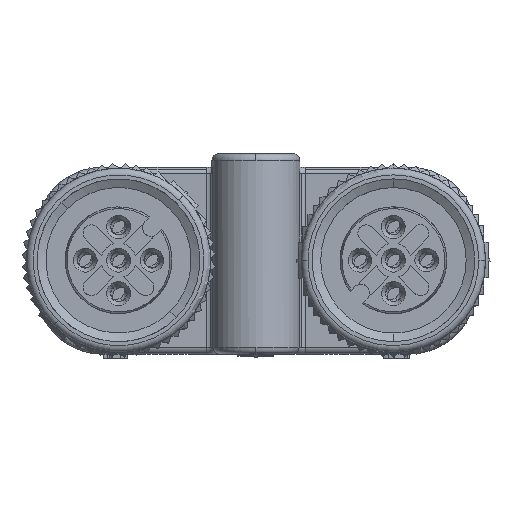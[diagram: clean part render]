
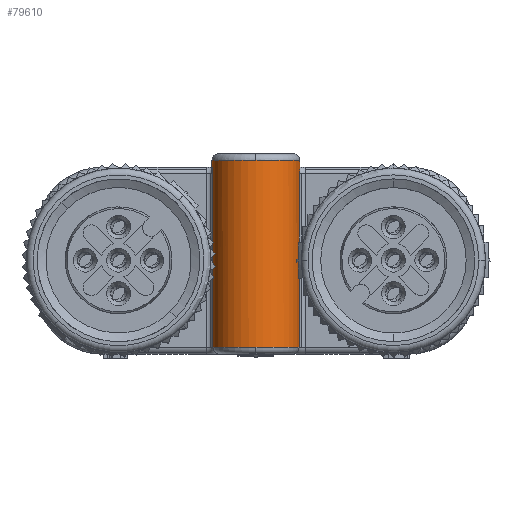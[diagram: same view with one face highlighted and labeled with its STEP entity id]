
A CAD part, top view. The second image highlights one B-rep face of the part: STEP entity #79610.
In plain terms, the highlighted cylindrical face has radius 3.3 mm (diameter 6.6 mm), a partial arc.
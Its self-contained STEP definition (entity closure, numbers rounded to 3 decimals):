
#77536=AXIS2_PLACEMENT_3D('Circle Axis2P3D',#77534,#77535,$) ;
#77553=AXIS2_PLACEMENT_3D('Circle Axis2P3D',#77551,#77552,$) ;
#79565=AXIS2_PLACEMENT_3D('Cylinder Axis2P3D',#79562,#79563,#79564) ;
#79576=AXIS2_PLACEMENT_3D('Circle Axis2P3D',#79574,#79575,$) ;
#79586=AXIS2_PLACEMENT_3D('Circle Axis2P3D',#79584,#79585,$) ;
#79593=AXIS2_PLACEMENT_3D('Circle Axis2P3D',#79591,#79592,$) ;
#76837=CARTESIAN_POINT('Vertex',(14.237,14.292,28.239)) ;
#76841=CARTESIAN_POINT('Control Point',(14.236,14.3,28.2)) ;
#76842=CARTESIAN_POINT('Control Point',(14.236,14.298,28.213)) ;
#76843=CARTESIAN_POINT('Control Point',(14.236,14.295,28.226)) ;
#76844=CARTESIAN_POINT('Control Point',(14.237,14.292,28.239)) ;
#76845=CARTESIAN_POINT('Vertex',(14.236,14.3,28.2)) ;
#76933=CARTESIAN_POINT('Vertex',(20.826,14.81,28.463)) ;
#76936=CARTESIAN_POINT('Line Origine',(20.826,14.504,28.463)) ;
#76940=CARTESIAN_POINT('Vertex',(20.826,14.198,28.463)) ;
#76971=CARTESIAN_POINT('Control Point',(20.762,13.81,28.895)) ;
#76972=CARTESIAN_POINT('Control Point',(20.777,13.885,28.827)) ;
#76973=CARTESIAN_POINT('Control Point',(20.791,13.968,28.752)) ;
#76974=CARTESIAN_POINT('Control Point',(20.804,14.043,28.677)) ;
#76975=CARTESIAN_POINT('Control Point',(20.817,14.129,28.579)) ;
#76976=CARTESIAN_POINT('Control Point',(20.826,14.198,28.463)) ;
#76977=CARTESIAN_POINT('Vertex',(20.762,13.81,28.895)) ;
#77491=CARTESIAN_POINT('Vertex',(20.762,0.81,28.895)) ;
#77531=CARTESIAN_POINT('Vertex',(17.536,0.81,31.5)) ;
#77534=CARTESIAN_POINT('Axis2P3D Location',(17.536,0.81,28.2)) ;
#77551=CARTESIAN_POINT('Axis2P3D Location',(17.536,0.81,28.2)) ;
#77555=CARTESIAN_POINT('Vertex',(14.31,0.81,28.895)) ;
#79508=CARTESIAN_POINT('Line Origine',(14.31,0.31,28.895)) ;
#79512=CARTESIAN_POINT('Vertex',(14.31,14.31,28.895)) ;
#79541=CARTESIAN_POINT('Line Origine',(14.237,14.301,28.239)) ;
#79545=CARTESIAN_POINT('Vertex',(14.237,14.31,28.239)) ;
#79562=CARTESIAN_POINT('Axis2P3D Location',(17.536,0.31,28.2)) ;
#79567=CARTESIAN_POINT('Line Origine',(14.236,0.31,28.2)) ;
#79571=CARTESIAN_POINT('Vertex',(14.236,14.81,28.2)) ;
#79574=CARTESIAN_POINT('Axis2P3D Location',(17.536,14.31,28.2)) ;
#79579=CARTESIAN_POINT('Line Origine',(20.762,0.31,28.895)) ;
#79584=CARTESIAN_POINT('Axis2P3D Location',(17.536,14.81,28.2)) ;
#79588=CARTESIAN_POINT('Vertex',(17.536,14.81,31.5)) ;
#79591=CARTESIAN_POINT('Axis2P3D Location',(17.536,14.81,28.2)) ;
#76937=DIRECTION('Vector Direction',(0.,-1.,0.)) ;
#77535=DIRECTION('Axis2P3D Direction',(0.,-1.,0.)) ;
#77552=DIRECTION('Axis2P3D Direction',(0.,-1.,0.)) ;
#79509=DIRECTION('Vector Direction',(0.,1.,0.)) ;
#79542=DIRECTION('Vector Direction',(0.,1.,0.)) ;
#79563=DIRECTION('Axis2P3D Direction',(0.,1.,0.)) ;
#79564=DIRECTION('Axis2P3D XDirection',(-1.,0.,0.)) ;
#79568=DIRECTION('Vector Direction',(0.,1.,0.)) ;
#79575=DIRECTION('Axis2P3D Direction',(0.,1.,0.)) ;
#79580=DIRECTION('Vector Direction',(0.,1.,0.)) ;
#79585=DIRECTION('Axis2P3D Direction',(0.,1.,0.)) ;
#79592=DIRECTION('Axis2P3D Direction',(0.,1.,0.)) ;
#76938=VECTOR('Line Direction',#76937,1.) ;
#79510=VECTOR('Line Direction',#79509,1.) ;
#79543=VECTOR('Line Direction',#79542,1.) ;
#79569=VECTOR('Line Direction',#79568,1.) ;
#79581=VECTOR('Line Direction',#79580,1.) ;
#79597=ORIENTED_EDGE('',*,*,#79573,.T.) ;
#79598=ORIENTED_EDGE('',*,*,#76847,.F.) ;
#79599=ORIENTED_EDGE('',*,*,#79547,.F.) ;
#79600=ORIENTED_EDGE('',*,*,#79578,.F.) ;
#79601=ORIENTED_EDGE('',*,*,#79514,.F.) ;
#79602=ORIENTED_EDGE('',*,*,#77557,.F.) ;
#79603=ORIENTED_EDGE('',*,*,#77538,.F.) ;
#79604=ORIENTED_EDGE('',*,*,#79583,.F.) ;
#79605=ORIENTED_EDGE('',*,*,#76979,.T.) ;
#79606=ORIENTED_EDGE('',*,*,#76942,.T.) ;
#79607=ORIENTED_EDGE('',*,*,#79590,.F.) ;
#79608=ORIENTED_EDGE('',*,*,#79595,.F.) ;
#79610=ADVANCED_FACE('Hauptkoerper',(#79609),#79566,.T.) ;
#76840=B_SPLINE_CURVE_WITH_KNOTS('',3,(#76841,#76842,#76843,#76844),.UNSPECIFIED.,.F.,.U.,(4,4),(0.056,0.112),.UNSPECIFIED.) ;
#76970=B_SPLINE_CURVE_WITH_KNOTS('',5,(#76971,#76972,#76973,#76974,#76975,#76976),.UNSPECIFIED.,.F.,.U.,(6,6),(0.,1.019),.UNSPECIFIED.) ;
#77537=CIRCLE('generated circle',#77536,3.3) ;
#77554=CIRCLE('generated circle',#77553,3.3) ;
#79577=CIRCLE('generated circle',#79576,3.3) ;
#79587=CIRCLE('generated circle',#79586,3.3) ;
#79594=CIRCLE('generated circle',#79593,3.3) ;
#79566=CYLINDRICAL_SURFACE('generated cylinder',#79565,3.3) ;
#76847=EDGE_CURVE('',#76838,#76846,#76840,.F.) ;
#76942=EDGE_CURVE('',#76941,#76934,#76939,.F.) ;
#76979=EDGE_CURVE('',#76978,#76941,#76970,.T.) ;
#77538=EDGE_CURVE('',#77492,#77532,#77537,.T.) ;
#77557=EDGE_CURVE('',#77532,#77556,#77554,.T.) ;
#79514=EDGE_CURVE('',#77556,#79513,#79511,.T.) ;
#79547=EDGE_CURVE('',#79546,#76838,#79544,.F.) ;
#79573=EDGE_CURVE('',#79572,#76846,#79570,.F.) ;
#79578=EDGE_CURVE('',#79513,#79546,#79577,.F.) ;
#79583=EDGE_CURVE('',#76978,#77492,#79582,.F.) ;
#79590=EDGE_CURVE('',#79589,#76934,#79587,.T.) ;
#79595=EDGE_CURVE('',#79572,#79589,#79594,.T.) ;
#79596=EDGE_LOOP('',(#79597,#79598,#79599,#79600,#79601,#79602,#79603,#79604,#79605,#79606,#79607,#79608)) ;
#79609=FACE_OUTER_BOUND('',#79596,.T.) ;
#76939=LINE('Line',#76936,#76938) ;
#79511=LINE('Line',#79508,#79510) ;
#79544=LINE('Line',#79541,#79543) ;
#79570=LINE('Line',#79567,#79569) ;
#79582=LINE('Line',#79579,#79581) ;
#76838=VERTEX_POINT('',#76837) ;
#76846=VERTEX_POINT('',#76845) ;
#76934=VERTEX_POINT('',#76933) ;
#76941=VERTEX_POINT('',#76940) ;
#76978=VERTEX_POINT('',#76977) ;
#77492=VERTEX_POINT('',#77491) ;
#77532=VERTEX_POINT('',#77531) ;
#77556=VERTEX_POINT('',#77555) ;
#79513=VERTEX_POINT('',#79512) ;
#79546=VERTEX_POINT('',#79545) ;
#79572=VERTEX_POINT('',#79571) ;
#79589=VERTEX_POINT('',#79588) ;
